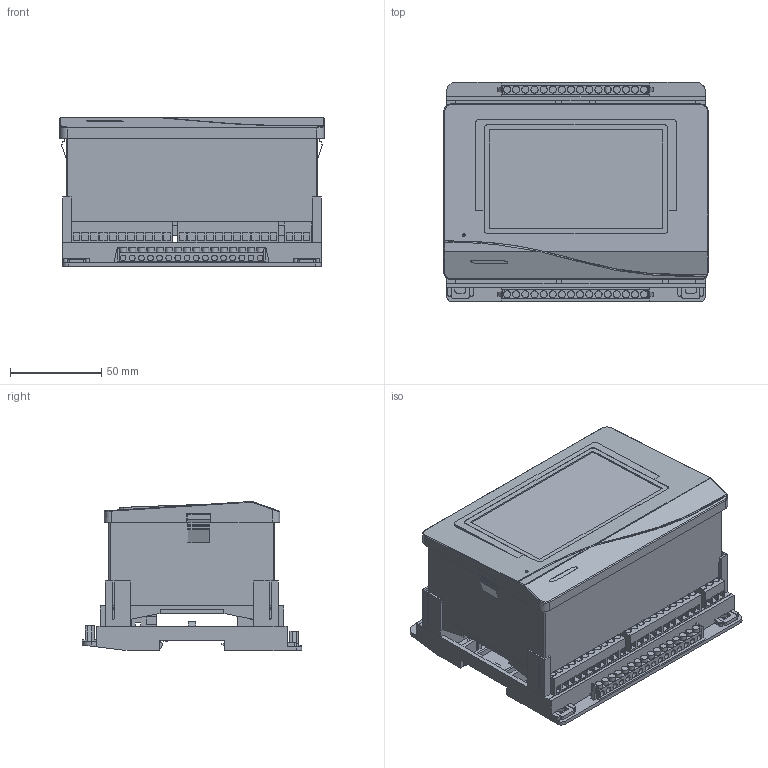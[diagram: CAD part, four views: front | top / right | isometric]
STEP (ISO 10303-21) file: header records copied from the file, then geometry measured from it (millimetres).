
FILE_DESCRIPTION(/* description */ (''),/* implementation_level */ '2;1');
FILE_NAME(/* name */ 'UVR16x2s',/* time_stamp */ '2022-03-07T15:11:22+01:00',/* author */ (''),/* organization */ (''),/* preprocessor_version */ 'ST-DEVELOPER v16.5',/* originating_system */ 'Rhino 7.15',/* authorisation */ '');
FILE_SCHEMA (('AUTOMOTIVE_DESIGN'));
Length unit declared in the file: millimetre
Products named in the file (1): Document
Bounding box: 144.5 x 120 x 81.53 mm (x, y, z)
Volume: 33176.7 mm3; surface area: 185017.9 mm2
Topology: 1 solids, 810 shells, 1655 faces, 5785 edges, 4758 vertices
Faces by surface type: plane 1214, cylinder 276, bspline 165
Full cylindrical faces by diameter (mm): 1 x2, 1.3 x54, 3.2 x32, 3.9 x32, 4 x54
Entity records: 74427 total; most frequent: CARTESIAN_POINT 31995, ORIENTED_EDGE 8126, EDGE_CURVE 5769, VERTEX_POINT 4758, B_SPLINE_CURVE_WITH_KNOTS 4618, EDGE_LOOP 2021, ADVANCED_FACE 1655, FACE_OUTER_BOUND 1655
